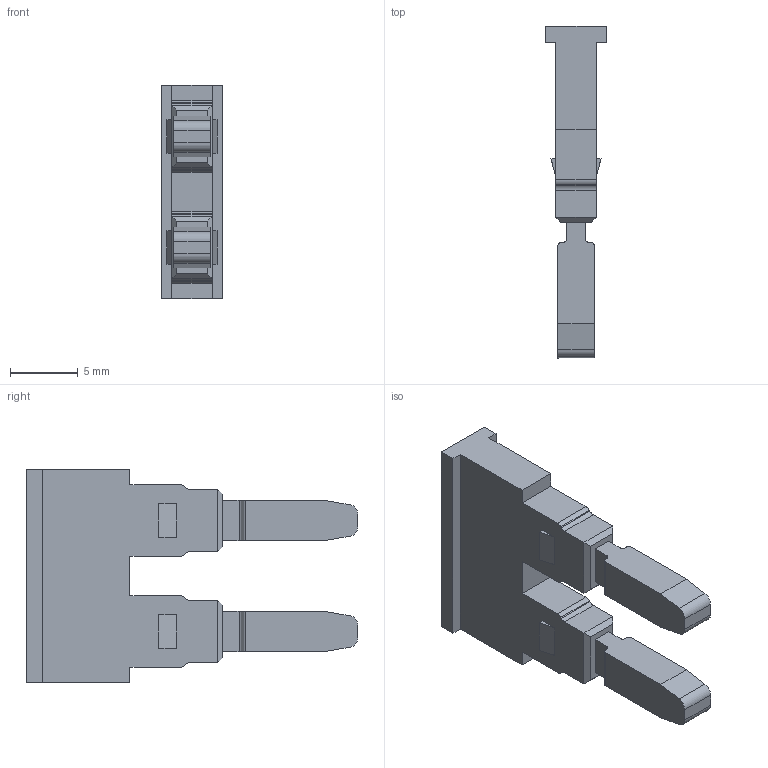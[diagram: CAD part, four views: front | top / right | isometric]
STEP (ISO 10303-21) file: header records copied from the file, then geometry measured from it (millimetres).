
FILE_DESCRIPTION (( 'STEP AP203' ), '1' );
FILE_NAME ('2''LÝ - 6 ÜST KÖPRÜ.STEP', '2020-03-23T13:14:38', ( '' ), ( '' ), 'SwSTEP 2.0', 'SolidWorks 2011', '' );
FILE_SCHEMA (( 'CONFIG_CONTROL_DESIGN' ));
Length unit declared in the file: millimetre
Products named in the file (1): 2''Lﾝ - 6 ﾜST KﾖPRﾜ
Bounding box: 4.5 x 24.5 x 15.8 mm (x, y, z)
Volume: 741.1 mm3; surface area: 870.9 mm2
Topology: 1 solids, 1 shells, 92 faces, 244 edges, 160 vertices
Faces by surface type: plane 72, cylinder 20
Entity records: 2901 total; most frequent: CARTESIAN_POINT 497, ORIENTED_EDGE 488, DIRECTION 470, EDGE_CURVE 244, LINE 204, VECTOR 204, VERTEX_POINT 160, AXIS2_PLACEMENT_3D 133
